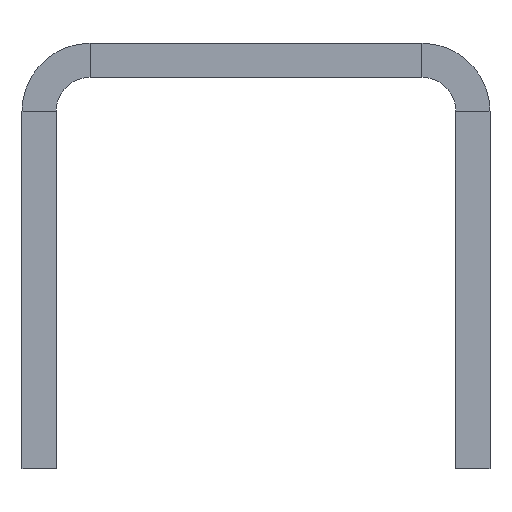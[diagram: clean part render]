
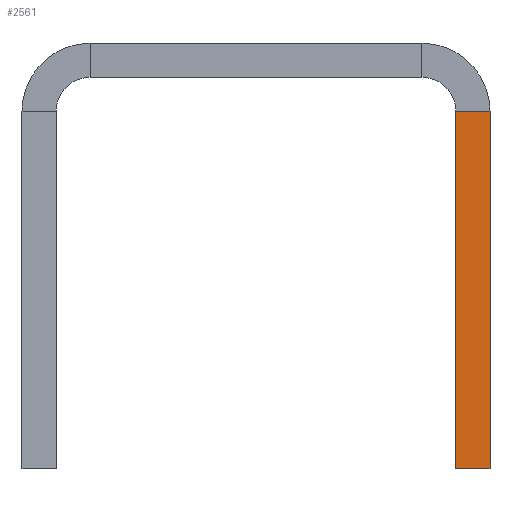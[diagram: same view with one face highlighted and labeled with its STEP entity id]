
A CAD part, front view. The second image highlights one B-rep face of the part: STEP entity #2561.
In plain terms, the highlighted planar face has unit normal (0, -1, 0).
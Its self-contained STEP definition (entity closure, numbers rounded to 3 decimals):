
#395=DIRECTION('',(-1.,0.,0.));
#396=VECTOR('',#395,4.);
#397=CARTESIAN_POINT('',(27.5,-250.,17.));
#398=LINE('',#397,#396);
#399=DIRECTION('',(0.,0.,-1.));
#400=VECTOR('',#399,42.);
#401=CARTESIAN_POINT('',(27.5,-250.,17.));
#402=LINE('',#401,#400);
#403=DIRECTION('',(-1.,0.,0.));
#404=VECTOR('',#403,4.);
#405=CARTESIAN_POINT('',(27.5,-250.,-25.));
#406=LINE('',#405,#404);
#407=DIRECTION('',(0.,0.,-1.));
#408=VECTOR('',#407,42.);
#409=CARTESIAN_POINT('',(23.5,-250.,17.));
#410=LINE('',#409,#408);
#1749=CARTESIAN_POINT('',(27.5,-250.,-25.));
#1751=VERTEX_POINT('',#1749);
#1757=CARTESIAN_POINT('',(23.5,-250.,-25.));
#1759=VERTEX_POINT('',#1757);
#1766=CARTESIAN_POINT('',(27.5,-250.,17.));
#1768=VERTEX_POINT('',#1766);
#1782=CARTESIAN_POINT('',(23.5,-250.,17.));
#1784=VERTEX_POINT('',#1782);
#2548=CARTESIAN_POINT('',(25.5,-250.,-1.));
#2549=DIRECTION('',(0.,-1.,0.));
#2550=DIRECTION('',(0.,0.,-1.));
#2551=AXIS2_PLACEMENT_3D('',#2548,#2549,#2550);
#2552=PLANE('',#2551);
#2553=ORIENTED_EDGE('',*,*,#2540,.F.);
#2554=ORIENTED_EDGE('',*,*,#2284,.T.);
#2556=ORIENTED_EDGE('',*,*,#2555,.T.);
#2558=ORIENTED_EDGE('',*,*,#2557,.F.);
#2559=EDGE_LOOP('',(#2553,#2554,#2556,#2558));
#2560=FACE_OUTER_BOUND('',#2559,.F.);
#2561=ADVANCED_FACE('',(#2560),#2552,.T.);
#2284=EDGE_CURVE('',#1768,#1751,#402,.T.);
#2540=EDGE_CURVE('',#1768,#1784,#398,.T.);
#2555=EDGE_CURVE('',#1751,#1759,#406,.T.);
#2557=EDGE_CURVE('',#1784,#1759,#410,.T.);
